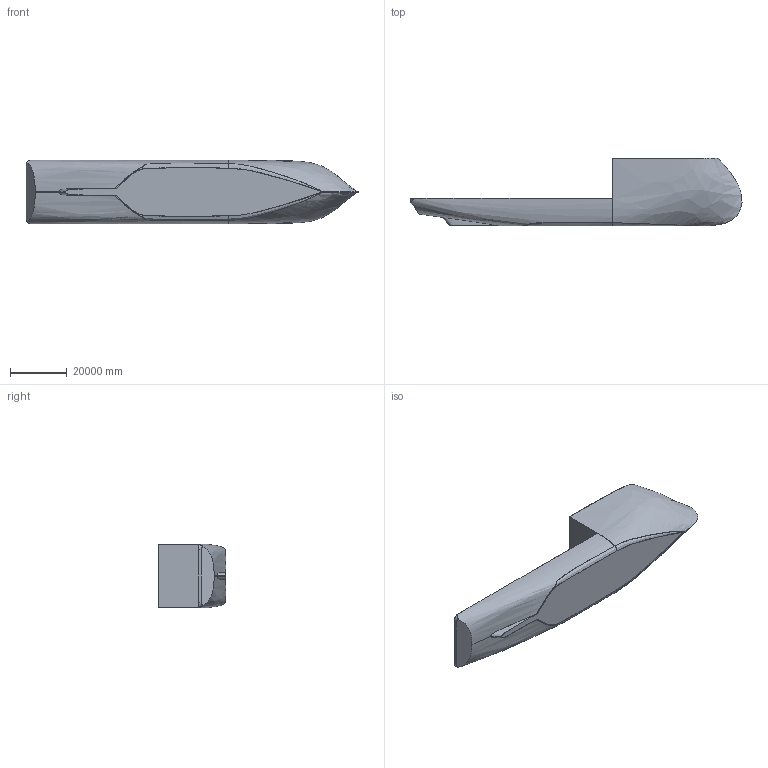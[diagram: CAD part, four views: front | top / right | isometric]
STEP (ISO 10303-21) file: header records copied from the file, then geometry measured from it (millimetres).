
FILE_DESCRIPTION(('FreeCAD Model'),'2;1');
FILE_NAME('Open CASCADE Shape Model','2025-05-03T20:37:04',('FreeCAD'),( 'FreeCAD'),'Open CASCADE STEP processor 7.6','FreeCAD','Unknown');
FILE_SCHEMA(('AUTOMOTIVE_DESIGN { 1 0 10303 214 1 1 1 1 }'));
Length unit declared in the file: millimetre
Products named in the file (1): Open CASCADE STEP translator 7.6 1
Bounding box: 117321.26 x 23890.14 x 22542.58 mm (x, y, z)
Surface area: 8082914321.1 mm2 (no closed solid volume)
Topology: 0 solids, 20 shells, 20 faces, 917 edges, 915 vertices
Faces by surface type: bspline 20
Entity records: 22469 total; most frequent: CARTESIAN_POINT 18678, ORIENTED_EDGE 915, EDGE_CURVE 915, VERTEX_POINT 915, B_SPLINE_CURVE_WITH_KNOTS 915, SHELL_BASED_SURFACE_MODEL 20, OPEN_SHELL 20, ADVANCED_FACE 20
